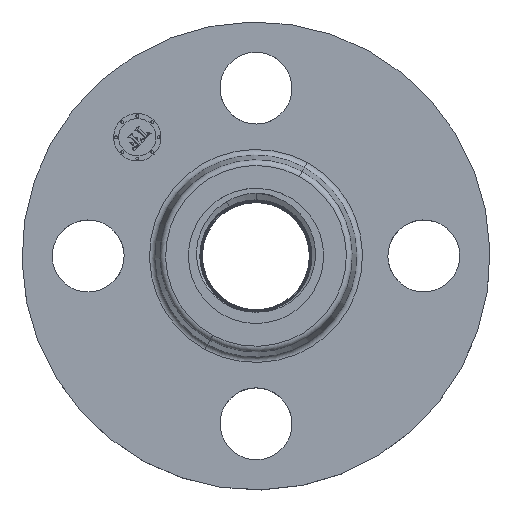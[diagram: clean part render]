
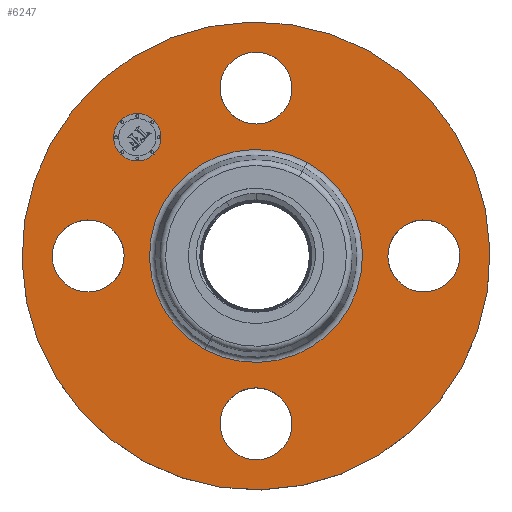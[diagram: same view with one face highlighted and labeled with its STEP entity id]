
A CAD part, top view. The second image highlights one B-rep face of the part: STEP entity #6247.
In plain terms, the highlighted planar face has unit normal (0, 0, 1).
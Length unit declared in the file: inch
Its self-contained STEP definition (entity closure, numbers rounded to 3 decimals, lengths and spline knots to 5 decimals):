
#412=AXIS2_PLACEMENT_3D('Circle Axis2P3D',#410,#411,$) ;
#430=AXIS2_PLACEMENT_3D('Circle Axis2P3D',#428,#429,$) ;
#477=AXIS2_PLACEMENT_3D('Circle Axis2P3D',#475,#476,$) ;
#495=AXIS2_PLACEMENT_3D('Circle Axis2P3D',#493,#494,$) ;
#542=AXIS2_PLACEMENT_3D('Circle Axis2P3D',#540,#541,$) ;
#560=AXIS2_PLACEMENT_3D('Circle Axis2P3D',#558,#559,$) ;
#809=AXIS2_PLACEMENT_3D('Circle Axis2P3D',#807,#808,$) ;
#835=AXIS2_PLACEMENT_3D('Circle Axis2P3D',#833,#834,$) ;
#859=AXIS2_PLACEMENT_3D('Circle Axis2P3D',#857,#858,$) ;
#878=AXIS2_PLACEMENT_3D('Circle Axis2P3D',#876,#877,$) ;
#909=AXIS2_PLACEMENT_3D('Circle Axis2P3D',#907,#908,$) ;
#922=AXIS2_PLACEMENT_3D('Circle Axis2P3D',#920,#921,$) ;
#6203=AXIS2_PLACEMENT_3D('Plane Axis2P3D',#6200,#6201,#6202) ;
#6231=AXIS2_PLACEMENT_3D('Circle Axis2P3D',#6229,#6230,$) ;
#6240=AXIS2_PLACEMENT_3D('Circle Axis2P3D',#6238,#6239,$) ;
#386=CARTESIAN_POINT('Vertex',(-0.32909,-1.57022,0.62)) ;
#407=CARTESIAN_POINT('Vertex',(0.32909,-1.92978,0.62)) ;
#410=CARTESIAN_POINT('Axis2P3D Location',(0.,-1.75,0.62)) ;
#428=CARTESIAN_POINT('Axis2P3D Location',(0.,-1.75,0.62)) ;
#451=CARTESIAN_POINT('Vertex',(-1.57022,0.32909,0.62)) ;
#472=CARTESIAN_POINT('Vertex',(-1.92978,-0.32909,0.62)) ;
#475=CARTESIAN_POINT('Axis2P3D Location',(-1.75,0.,0.62)) ;
#493=CARTESIAN_POINT('Axis2P3D Location',(-1.75,0.,0.62)) ;
#516=CARTESIAN_POINT('Vertex',(1.57022,-0.32909,0.62)) ;
#537=CARTESIAN_POINT('Vertex',(1.92978,0.32909,0.62)) ;
#540=CARTESIAN_POINT('Axis2P3D Location',(1.75,0.,0.62)) ;
#558=CARTESIAN_POINT('Axis2P3D Location',(1.75,0.,0.62)) ;
#807=CARTESIAN_POINT('Axis2P3D Location',(0.,0.,0.62)) ;
#811=CARTESIAN_POINT('Vertex',(-0.53233,-0.97442,0.62)) ;
#813=CARTESIAN_POINT('Vertex',(0.53233,0.97442,0.62)) ;
#833=CARTESIAN_POINT('Axis2P3D Location',(0.,0.,0.62)) ;
#854=CARTESIAN_POINT('Vertex',(1.1698,2.1413,0.62)) ;
#857=CARTESIAN_POINT('Axis2P3D Location',(0.,0.,0.62)) ;
#861=CARTESIAN_POINT('Vertex',(-1.1698,-2.1413,0.62)) ;
#876=CARTESIAN_POINT('Axis2P3D Location',(0.,0.,0.62)) ;
#897=CARTESIAN_POINT('Vertex',(0.32909,1.57022,0.62)) ;
#904=CARTESIAN_POINT('Vertex',(-0.32909,1.92978,0.62)) ;
#907=CARTESIAN_POINT('Axis2P3D Location',(0.,1.75,0.62)) ;
#920=CARTESIAN_POINT('Axis2P3D Location',(0.,1.75,0.62)) ;
#6200=CARTESIAN_POINT('Axis2P3D Location',(0.,2.44,0.62)) ;
#6229=CARTESIAN_POINT('Axis2P3D Location',(-1.23744,1.23744,0.62)) ;
#6233=CARTESIAN_POINT('Vertex',(-1.41245,1.06243,0.62)) ;
#6235=CARTESIAN_POINT('Vertex',(-1.06243,1.41245,0.62)) ;
#6238=CARTESIAN_POINT('Axis2P3D Location',(-1.23744,1.23744,0.62)) ;
#411=DIRECTION('Axis2P3D Direction',(-0.,0.,-0.039)) ;
#429=DIRECTION('Axis2P3D Direction',(-0.,0.,-0.039)) ;
#476=DIRECTION('Axis2P3D Direction',(0.,0.,-0.039)) ;
#494=DIRECTION('Axis2P3D Direction',(0.,0.,-0.039)) ;
#541=DIRECTION('Axis2P3D Direction',(0.,-0.,-0.039)) ;
#559=DIRECTION('Axis2P3D Direction',(0.,-0.,-0.039)) ;
#808=DIRECTION('Axis2P3D Direction',(0.,0.,-0.039)) ;
#834=DIRECTION('Axis2P3D Direction',(0.,0.,-0.039)) ;
#858=DIRECTION('Axis2P3D Direction',(0.,0.,-0.039)) ;
#877=DIRECTION('Axis2P3D Direction',(0.,0.,-0.039)) ;
#908=DIRECTION('Axis2P3D Direction',(0.,-0.,-0.039)) ;
#921=DIRECTION('Axis2P3D Direction',(0.,-0.,-0.039)) ;
#6201=DIRECTION('Axis2P3D Direction',(0.,0.,-0.039)) ;
#6202=DIRECTION('Axis2P3D XDirection',(0.039,0.,0.)) ;
#6230=DIRECTION('Axis2P3D Direction',(0.,0.,-0.039)) ;
#6239=DIRECTION('Axis2P3D Direction',(0.,0.,-0.039)) ;
#6206=ORIENTED_EDGE('',*,*,#863,.F.) ;
#6207=ORIENTED_EDGE('',*,*,#880,.F.) ;
#6210=ORIENTED_EDGE('',*,*,#924,.T.) ;
#6211=ORIENTED_EDGE('',*,*,#911,.T.) ;
#6214=ORIENTED_EDGE('',*,*,#815,.T.) ;
#6215=ORIENTED_EDGE('',*,*,#837,.T.) ;
#6218=ORIENTED_EDGE('',*,*,#544,.T.) ;
#6219=ORIENTED_EDGE('',*,*,#562,.T.) ;
#6222=ORIENTED_EDGE('',*,*,#414,.T.) ;
#6223=ORIENTED_EDGE('',*,*,#432,.T.) ;
#6226=ORIENTED_EDGE('',*,*,#479,.T.) ;
#6227=ORIENTED_EDGE('',*,*,#497,.T.) ;
#6244=ORIENTED_EDGE('',*,*,#6237,.T.) ;
#6245=ORIENTED_EDGE('',*,*,#6242,.T.) ;
#6212=FACE_BOUND('',#6209,.T.) ;
#6216=FACE_BOUND('',#6213,.T.) ;
#6220=FACE_BOUND('',#6217,.T.) ;
#6224=FACE_BOUND('',#6221,.T.) ;
#6228=FACE_BOUND('',#6225,.T.) ;
#6246=FACE_BOUND('',#6243,.T.) ;
#6247=ADVANCED_FACE('PartBody',(#6208,#6212,#6216,#6220,#6224,#6228,#6246),#6204,.F.) ;
#413=CIRCLE('generated circle',#412,0.375) ;
#431=CIRCLE('generated circle',#430,0.375) ;
#478=CIRCLE('generated circle',#477,0.375) ;
#496=CIRCLE('generated circle',#495,0.375) ;
#543=CIRCLE('generated circle',#542,0.375) ;
#561=CIRCLE('generated circle',#560,0.375) ;
#810=CIRCLE('generated circle',#809,1.11035) ;
#836=CIRCLE('generated circle',#835,1.11035) ;
#860=CIRCLE('generated circle',#859,2.44) ;
#879=CIRCLE('generated circle',#878,2.44) ;
#910=CIRCLE('generated circle',#909,0.375) ;
#923=CIRCLE('generated circle',#922,0.375) ;
#6232=CIRCLE('generated circle',#6231,0.2475) ;
#6241=CIRCLE('generated circle',#6240,0.2475) ;
#414=EDGE_CURVE('',#387,#408,#413,.T.) ;
#432=EDGE_CURVE('',#408,#387,#431,.T.) ;
#479=EDGE_CURVE('',#452,#473,#478,.T.) ;
#497=EDGE_CURVE('',#473,#452,#496,.T.) ;
#544=EDGE_CURVE('',#517,#538,#543,.T.) ;
#562=EDGE_CURVE('',#538,#517,#561,.T.) ;
#815=EDGE_CURVE('',#812,#814,#810,.T.) ;
#837=EDGE_CURVE('',#814,#812,#836,.T.) ;
#863=EDGE_CURVE('',#855,#862,#860,.T.) ;
#880=EDGE_CURVE('',#862,#855,#879,.T.) ;
#911=EDGE_CURVE('',#898,#905,#910,.T.) ;
#924=EDGE_CURVE('',#905,#898,#923,.T.) ;
#6237=EDGE_CURVE('',#6234,#6236,#6232,.T.) ;
#6242=EDGE_CURVE('',#6236,#6234,#6241,.T.) ;
#6205=EDGE_LOOP('',(#6206,#6207)) ;
#6209=EDGE_LOOP('',(#6210,#6211)) ;
#6213=EDGE_LOOP('',(#6214,#6215)) ;
#6217=EDGE_LOOP('',(#6218,#6219)) ;
#6221=EDGE_LOOP('',(#6222,#6223)) ;
#6225=EDGE_LOOP('',(#6226,#6227)) ;
#6243=EDGE_LOOP('',(#6244,#6245)) ;
#6208=FACE_OUTER_BOUND('',#6205,.T.) ;
#6204=PLANE('',#6203) ;
#387=VERTEX_POINT('',#386) ;
#408=VERTEX_POINT('',#407) ;
#452=VERTEX_POINT('',#451) ;
#473=VERTEX_POINT('',#472) ;
#517=VERTEX_POINT('',#516) ;
#538=VERTEX_POINT('',#537) ;
#812=VERTEX_POINT('',#811) ;
#814=VERTEX_POINT('',#813) ;
#855=VERTEX_POINT('',#854) ;
#862=VERTEX_POINT('',#861) ;
#898=VERTEX_POINT('',#897) ;
#905=VERTEX_POINT('',#904) ;
#6234=VERTEX_POINT('',#6233) ;
#6236=VERTEX_POINT('',#6235) ;
